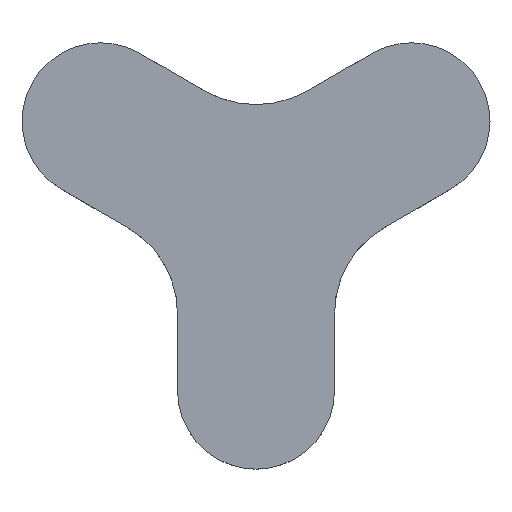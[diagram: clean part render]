
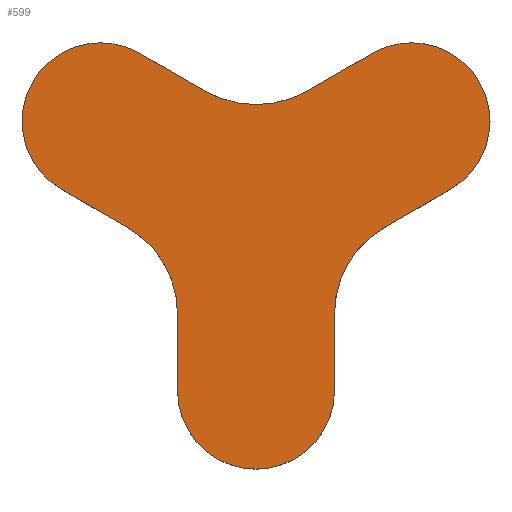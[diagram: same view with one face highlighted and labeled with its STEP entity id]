
A CAD part, top view. The second image highlights one B-rep face of the part: STEP entity #599.
In plain terms, the highlighted planar face has unit normal (0, 0, 1).
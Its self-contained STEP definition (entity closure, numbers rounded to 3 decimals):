
#29=PLANE('',#674);
#71=LINE('',#1280,#101);
#75=LINE('',#1289,#105);
#78=LINE('',#1297,#108);
#82=LINE('',#1319,#112);
#84=LINE('',#1326,#114);
#87=LINE('',#1333,#117);
#101=VECTOR('',#785,10.);
#105=VECTOR('',#795,10.);
#108=VECTOR('',#804,10.);
#112=VECTOR('',#832,10.);
#114=VECTOR('',#840,10.);
#117=VECTOR('',#849,10.);
#169=FACE_OUTER_BOUND('',#212,.T.);
#212=EDGE_LOOP('',(#545,#546,#547,#548,#549,#550,#551,#552,#553,#554,#555,
#556));
#242=CIRCLE('',#651,7.646);
#243=CIRCLE('',#654,10.);
#244=CIRCLE('',#657,7.646);
#248=CIRCLE('',#666,9.74);
#249=CIRCLE('',#669,9.736);
#250=CIRCLE('',#672,7.646);
#288=VERTEX_POINT('',#1277);
#289=VERTEX_POINT('',#1279);
#290=VERTEX_POINT('',#1283);
#291=VERTEX_POINT('',#1287);
#292=VERTEX_POINT('',#1291);
#293=VERTEX_POINT('',#1295);
#294=VERTEX_POINT('',#1299);
#298=VERTEX_POINT('',#1313);
#299=VERTEX_POINT('',#1315);
#300=VERTEX_POINT('',#1321);
#301=VERTEX_POINT('',#1325);
#302=VERTEX_POINT('',#1329);
#362=EDGE_CURVE('',#289,#288,#71,.T.);
#365=EDGE_CURVE('',#288,#290,#242,.T.);
#367=EDGE_CURVE('',#290,#291,#75,.T.);
#369=EDGE_CURVE('',#291,#292,#243,.T.);
#371=EDGE_CURVE('',#292,#293,#78,.T.);
#373=EDGE_CURVE('',#293,#294,#244,.T.);
#378=EDGE_CURVE('',#299,#298,#248,.T.);
#380=EDGE_CURVE('',#294,#299,#82,.T.);
#381=EDGE_CURVE('',#300,#289,#249,.T.);
#383=EDGE_CURVE('',#301,#300,#84,.T.);
#385=EDGE_CURVE('',#302,#301,#250,.T.);
#387=EDGE_CURVE('',#298,#302,#87,.T.);
#545=ORIENTED_EDGE('',*,*,#387,.T.);
#546=ORIENTED_EDGE('',*,*,#385,.T.);
#547=ORIENTED_EDGE('',*,*,#383,.T.);
#548=ORIENTED_EDGE('',*,*,#381,.T.);
#549=ORIENTED_EDGE('',*,*,#362,.T.);
#550=ORIENTED_EDGE('',*,*,#365,.T.);
#551=ORIENTED_EDGE('',*,*,#367,.T.);
#552=ORIENTED_EDGE('',*,*,#369,.T.);
#553=ORIENTED_EDGE('',*,*,#371,.T.);
#554=ORIENTED_EDGE('',*,*,#373,.T.);
#555=ORIENTED_EDGE('',*,*,#380,.T.);
#556=ORIENTED_EDGE('',*,*,#378,.T.);
#599=ADVANCED_FACE('',(#169),#29,.T.);
#651=AXIS2_PLACEMENT_3D('',#1285,#790,#791);
#654=AXIS2_PLACEMENT_3D('',#1293,#799,#800);
#657=AXIS2_PLACEMENT_3D('',#1301,#808,#809);
#666=AXIS2_PLACEMENT_3D('',#1316,#827,#828);
#669=AXIS2_PLACEMENT_3D('',#1322,#835,#836);
#672=AXIS2_PLACEMENT_3D('',#1330,#844,#845);
#674=AXIS2_PLACEMENT_3D('',#1334,#850,#851);
#785=DIRECTION('',(0.866,0.5,0.));
#790=DIRECTION('center_axis',(0.,0.,1.));
#791=DIRECTION('ref_axis',(0.5,-0.866,0.));
#795=DIRECTION('',(-0.866,-0.5,0.));
#799=DIRECTION('center_axis',(0.,0.,-1.));
#800=DIRECTION('ref_axis',(-0.5,-0.866,0.));
#804=DIRECTION('',(-0.866,0.5,0.));
#808=DIRECTION('center_axis',(0.,0.,1.));
#809=DIRECTION('ref_axis',(0.5,0.866,0.));
#827=DIRECTION('center_axis',(0.,0.,-1.));
#828=DIRECTION('ref_axis',(1.,0.,0.));
#832=DIRECTION('',(0.866,-0.5,0.));
#835=DIRECTION('center_axis',(0.,0.,-1.));
#836=DIRECTION('ref_axis',(-0.5,0.866,0.));
#840=DIRECTION('',(0.,1.,0.));
#844=DIRECTION('center_axis',(0.,0.,1.));
#845=DIRECTION('ref_axis',(-1.,0.,0.));
#849=DIRECTION('',(0.,-1.,0.));
#850=DIRECTION('center_axis',(0.,0.,1.));
#851=DIRECTION('ref_axis',(1.,0.,0.));
#1277=CARTESIAN_POINT('',(18.978,2.129,5.));
#1279=CARTESIAN_POINT('',(12.514,-1.604,5.));
#1280=CARTESIAN_POINT('',(12.514,-1.604,5.));
#1283=CARTESIAN_POINT('',(11.333,15.371,5.));
#1285=CARTESIAN_POINT('Origin',(15.155,8.75,5.));
#1287=CARTESIAN_POINT('',(5.,11.715,5.));
#1289=CARTESIAN_POINT('',(5.,11.715,5.));
#1291=CARTESIAN_POINT('',(-5.,11.715,5.));
#1293=CARTESIAN_POINT('Origin',(0.,20.376,5.));
#1295=CARTESIAN_POINT('',(-11.333,15.371,5.));
#1297=CARTESIAN_POINT('',(-5.,11.715,5.));
#1299=CARTESIAN_POINT('',(-18.978,2.129,5.));
#1301=CARTESIAN_POINT('Origin',(-15.155,8.75,5.));
#1313=CARTESIAN_POINT('',(-7.646,-10.038,5.));
#1315=CARTESIAN_POINT('',(-12.516,-1.603,5.));
#1316=CARTESIAN_POINT('Origin',(-17.386,-10.038,5.));
#1319=CARTESIAN_POINT('',(-12.516,-1.603,5.));
#1321=CARTESIAN_POINT('',(7.646,-10.035,5.));
#1322=CARTESIAN_POINT('Origin',(17.381,-10.035,5.));
#1325=CARTESIAN_POINT('',(7.646,-17.5,5.));
#1326=CARTESIAN_POINT('',(7.646,-10.035,5.));
#1329=CARTESIAN_POINT('',(-7.646,-17.5,5.));
#1330=CARTESIAN_POINT('Origin',(0.,-17.5,5.));
#1333=CARTESIAN_POINT('',(-7.646,-10.038,5.));
#1334=CARTESIAN_POINT('Origin',(0.,-4.375,
5.));
